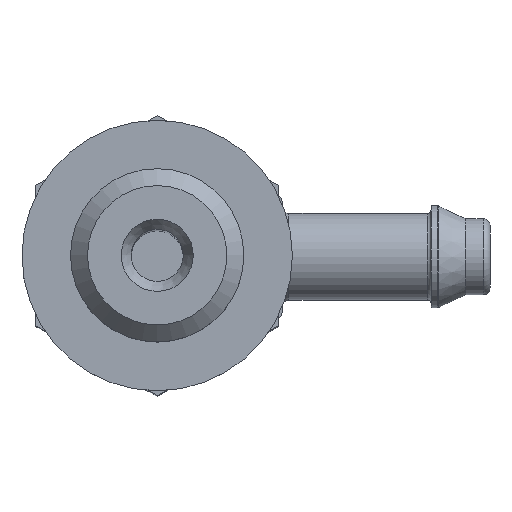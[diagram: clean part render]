
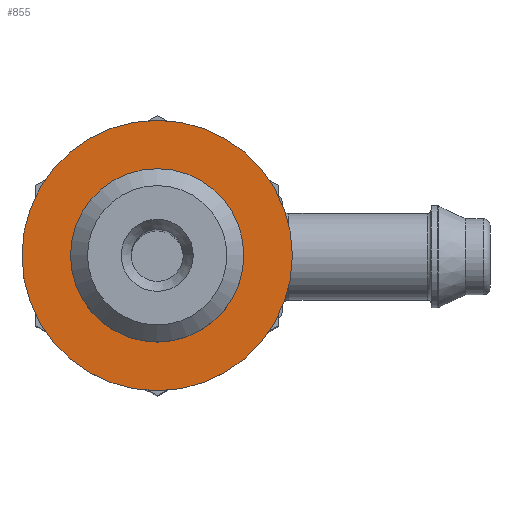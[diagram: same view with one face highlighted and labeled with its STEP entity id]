
A CAD part, top view. The second image highlights one B-rep face of the part: STEP entity #855.
In plain terms, the highlighted planar face has unit normal (0, 0, 1).
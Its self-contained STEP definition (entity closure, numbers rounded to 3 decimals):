
#53=PLANE('',#979);
#362=ORIENTED_EDGE('',*,*,#474,.F.);
#363=ORIENTED_EDGE('',*,*,#466,.T.);
#466=EDGE_CURVE('',#542,#542,#595,.T.);
#474=EDGE_CURVE('',#550,#550,#603,.T.);
#542=VERTEX_POINT('',#1530);
#550=VERTEX_POINT('',#1553);
#595=CIRCLE('',#963,3.9);
#603=CIRCLE('',#978,2.21);
#687=EDGE_LOOP('',(#362));
#688=EDGE_LOOP('',(#363));
#776=FACE_BOUND('',#687,.T.);
#777=FACE_BOUND('',#688,.T.);
#855=ADVANCED_FACE('',(#776,#777),#53,.F.);
#963=AXIS2_PLACEMENT_3D('',#1529,#1206,#1207);
#978=AXIS2_PLACEMENT_3D('',#1552,#1236,#1237);
#979=AXIS2_PLACEMENT_3D('',#1554,#1238,#1239);
#1206=DIRECTION('',(0.,0.,1.));
#1207=DIRECTION('',(1.,0.,0.));
#1236=DIRECTION('',(0.,0.,1.));
#1237=DIRECTION('',(1.,0.,0.));
#1238=DIRECTION('',(0.,0.,-1.));
#1239=DIRECTION('',(-1.,0.,0.));
#1529=CARTESIAN_POINT('',(0.,0.,21.1));
#1530=CARTESIAN_POINT('',(3.9,0.,21.1));
#1552=CARTESIAN_POINT('',(0.,0.,21.1));
#1553=CARTESIAN_POINT('',(2.21,0.,21.1));
#1554=CARTESIAN_POINT('',(3.5,0.,21.1));
